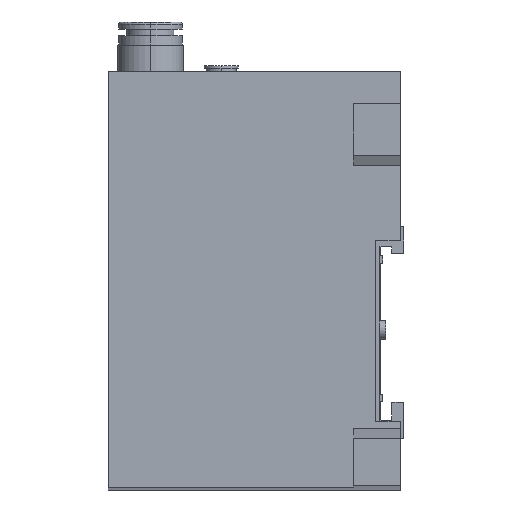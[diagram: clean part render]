
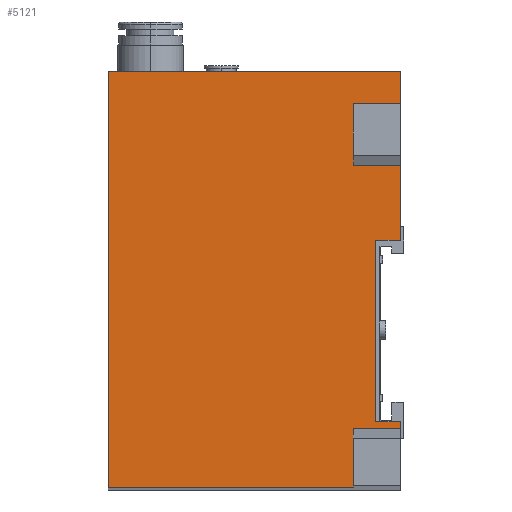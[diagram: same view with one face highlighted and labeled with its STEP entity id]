
A CAD part, left-side view. The second image highlights one B-rep face of the part: STEP entity #5121.
In plain terms, the highlighted planar face has unit normal (-1, 0, 0).
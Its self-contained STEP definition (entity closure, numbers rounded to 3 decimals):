
#14 = VECTOR ( 'NONE', #7027, 1000. ) ;
#52 = DIRECTION ( 'NONE',  ( 0., -1., 0. ) ) ;
#345 = LINE ( 'NONE', #5114, #9754 ) ;
#372 = CARTESIAN_POINT ( 'NONE',  ( -15., 0., 88.8 ) ) ;
#552 = VECTOR ( 'NONE', #6276, 1000. ) ;
#712 = VERTEX_POINT ( 'NONE', #8009 ) ;
#714 = CARTESIAN_POINT ( 'NONE',  ( -15., 10., 82. ) ) ;
#724 = CARTESIAN_POINT ( 'NONE',  ( -15., 5.187, 88.8 ) ) ;
#825 = ORIENTED_EDGE ( 'NONE', *, *, #1087, .F. ) ;
#1087 = EDGE_CURVE ( 'NONE', #8166, #7451, #7290, .T. ) ;
#1285 = ORIENTED_EDGE ( 'NONE', *, *, #7482, .F. ) ;
#1292 = DIRECTION ( 'NONE',  ( 0., 1., 0. ) ) ;
#1296 = EDGE_CURVE ( 'NONE', #2608, #3992, #2603, .T. ) ;
#1666 = CARTESIAN_POINT ( 'NONE',  ( -15., 10., 10.7 ) ) ;
#1695 = CARTESIAN_POINT ( 'NONE',  ( -15., 10., 68.884 ) ) ;
#1729 = CARTESIAN_POINT ( 'NONE',  ( -15., 0., 53. ) ) ;
#1803 = VERTEX_POINT ( 'NONE', #10268 ) ;
#1868 = DIRECTION ( 'NONE',  ( 0., 0., -1. ) ) ;
#2460 = DIRECTION ( 'NONE',  ( 0., 1., 0. ) ) ;
#2527 = LINE ( 'NONE', #4244, #11622 ) ;
#2603 = LINE ( 'NONE', #9149, #9833 ) ;
#2608 = VERTEX_POINT ( 'NONE', #6933 ) ;
#2730 = EDGE_CURVE ( 'NONE', #6650, #5340, #4916, .T. ) ;
#2942 = ORIENTED_EDGE ( 'NONE', *, *, #2730, .T. ) ;
#2949 = VECTOR ( 'NONE', #11018, 1000. ) ;
#3121 = VECTOR ( 'NONE', #9057, 1000. ) ;
#3146 = EDGE_CURVE ( 'NONE', #9890, #2608, #3421, .T. ) ;
#3181 = EDGE_CURVE ( 'NONE', #8951, #712, #5542, .T. ) ;
#3233 = EDGE_CURVE ( 'NONE', #11014, #712, #9213, .T. ) ;
#3282 = DIRECTION ( 'NONE',  ( 0., 0., -1. ) ) ;
#3421 = LINE ( 'NONE', #8148, #3121 ) ;
#3738 = ORIENTED_EDGE ( 'NONE', *, *, #9157, .T. ) ;
#3828 = VECTOR ( 'NONE', #8868, 1000. ) ;
#3919 = CARTESIAN_POINT ( 'NONE',  ( -15., 10., 10.7 ) ) ;
#3923 = CARTESIAN_POINT ( 'NONE',  ( -15., 5.187, 14.5 ) ) ;
#3992 = VERTEX_POINT ( 'NONE', #8890 ) ;
#4046 = ORIENTED_EDGE ( 'NONE', *, *, #11815, .F. ) ;
#4131 = ORIENTED_EDGE ( 'NONE', *, *, #3146, .T. ) ;
#4244 = CARTESIAN_POINT ( 'NONE',  ( -15., 0., 88.8 ) ) ;
#4377 = ORIENTED_EDGE ( 'NONE', *, *, #3233, .T. ) ;
#4431 = LINE ( 'NONE', #3919, #11660 ) ;
#4449 = DIRECTION ( 'NONE',  ( 0., -1., 0. ) ) ;
#4645 = CARTESIAN_POINT ( 'NONE',  ( -15., 10., 10.7 ) ) ;
#4816 = ORIENTED_EDGE ( 'NONE', *, *, #7463, .F. ) ;
#4870 = VERTEX_POINT ( 'NONE', #8586 ) ;
#4916 = LINE ( 'NONE', #7307, #11283 ) ;
#4941 = ORIENTED_EDGE ( 'NONE', *, *, #6066, .F. ) ;
#4969 = VECTOR ( 'NONE', #1868, 1000. ) ;
#5114 = CARTESIAN_POINT ( 'NONE',  ( -15., 10., 82. ) ) ;
#5121 = ADVANCED_FACE ( 'NONE', ( #6119 ), #11247, .F. ) ;
#5340 = VERTEX_POINT ( 'NONE', #9768 ) ;
#5498 = VECTOR ( 'NONE', #4449, 1000. ) ;
#5542 = LINE ( 'NONE', #6409, #4969 ) ;
#5590 = AXIS2_PLACEMENT_3D ( 'NONE', #372, #6744, #1292 ) ;
#5852 = ORIENTED_EDGE ( 'NONE', *, *, #3181, .F. ) ;
#6066 = EDGE_CURVE ( 'NONE', #7451, #10634, #2527, .T. ) ;
#6119 = FACE_OUTER_BOUND ( 'NONE', #8026, .T. ) ;
#6233 = LINE ( 'NONE', #9723, #11000 ) ;
#6276 = DIRECTION ( 'NONE',  ( 0., -1., 0. ) ) ;
#6342 = ORIENTED_EDGE ( 'NONE', *, *, #9110, .T. ) ;
#6409 = CARTESIAN_POINT ( 'NONE',  ( -15., 0., 88.8 ) ) ;
#6634 = CARTESIAN_POINT ( 'NONE',  ( -15., 0., 14.5 ) ) ;
#6650 = VERTEX_POINT ( 'NONE', #714 ) ;
#6744 = DIRECTION ( 'NONE',  ( 1., 0., 0. ) ) ;
#6804 = VECTOR ( 'NONE', #8275, 1000. ) ;
#6933 = CARTESIAN_POINT ( 'NONE',  ( -15., 62., 0.524 ) ) ;
#7027 = DIRECTION ( 'NONE',  ( 0., -1., 0. ) ) ;
#7290 = LINE ( 'NONE', #1695, #14 ) ;
#7307 = CARTESIAN_POINT ( 'NONE',  ( -15., 10., 82. ) ) ;
#7451 = VERTEX_POINT ( 'NONE', #9894 ) ;
#7463 = EDGE_CURVE ( 'NONE', #9890, #1803, #10296, .T. ) ;
#7482 = EDGE_CURVE ( 'NONE', #6650, #8166, #345, .T. ) ;
#7592 = ORIENTED_EDGE ( 'NONE', *, *, #8209, .T. ) ;
#8009 = CARTESIAN_POINT ( 'NONE',  ( -15., 0., 10.7 ) ) ;
#8026 = EDGE_LOOP ( 'NONE', ( #6342, #3738, #4941, #825, #1285, #2942, #4046, #4816, #4131, #8913, #9099, #4377, #5852, #7592 ) ) ;
#8066 = CARTESIAN_POINT ( 'NONE',  ( -15., 62., 88.8 ) ) ;
#8148 = CARTESIAN_POINT ( 'NONE',  ( -15., 62., 88.8 ) ) ;
#8166 = VERTEX_POINT ( 'NONE', #11475 ) ;
#8209 = EDGE_CURVE ( 'NONE', #8951, #10562, #6233, .T. ) ;
#8261 = CARTESIAN_POINT ( 'NONE',  ( -15., 0., 53. ) ) ;
#8275 = DIRECTION ( 'NONE',  ( 0., -1., 0. ) ) ;
#8586 = CARTESIAN_POINT ( 'NONE',  ( -15., 5.187, 53. ) ) ;
#8738 = DIRECTION ( 'NONE',  ( 0., 0., -1. ) ) ;
#8868 = DIRECTION ( 'NONE',  ( 0., 0., 1. ) ) ;
#8890 = CARTESIAN_POINT ( 'NONE',  ( -15., 10., 0.524 ) ) ;
#8913 = ORIENTED_EDGE ( 'NONE', *, *, #1296, .T. ) ;
#8951 = VERTEX_POINT ( 'NONE', #6634 ) ;
#8997 = CARTESIAN_POINT ( 'NONE',  ( -15., 0., 88.8 ) ) ;
#9057 = DIRECTION ( 'NONE',  ( 0., 0., -1. ) ) ;
#9099 = ORIENTED_EDGE ( 'NONE', *, *, #9386, .F. ) ;
#9110 = EDGE_CURVE ( 'NONE', #10562, #4870, #11060, .T. ) ;
#9149 = CARTESIAN_POINT ( 'NONE',  ( -15., 0., 0.524 ) ) ;
#9157 = EDGE_CURVE ( 'NONE', #4870, #10634, #10203, .T. ) ;
#9213 = LINE ( 'NONE', #4645, #6804 ) ;
#9386 = EDGE_CURVE ( 'NONE', #11014, #3992, #4431, .T. ) ;
#9391 = DIRECTION ( 'NONE',  ( 0., -1., 0. ) ) ;
#9723 = CARTESIAN_POINT ( 'NONE',  ( -15., 0., 14.5 ) ) ;
#9754 = VECTOR ( 'NONE', #8738, 1000. ) ;
#9768 = CARTESIAN_POINT ( 'NONE',  ( -15., 0., 82. ) ) ;
#9833 = VECTOR ( 'NONE', #9391, 1000. ) ;
#9890 = VERTEX_POINT ( 'NONE', #8066 ) ;
#9894 = CARTESIAN_POINT ( 'NONE',  ( -15., 0., 68.884 ) ) ;
#10171 = LINE ( 'NONE', #10978, #2949 ) ;
#10203 = LINE ( 'NONE', #1729, #552 ) ;
#10253 = DIRECTION ( 'NONE',  ( 0., 0., -1. ) ) ;
#10268 = CARTESIAN_POINT ( 'NONE',  ( -15., 0., 88.8 ) ) ;
#10296 = LINE ( 'NONE', #8997, #5498 ) ;
#10562 = VERTEX_POINT ( 'NONE', #3923 ) ;
#10634 = VERTEX_POINT ( 'NONE', #8261 ) ;
#10978 = CARTESIAN_POINT ( 'NONE',  ( -15., 0., 88.8 ) ) ;
#11000 = VECTOR ( 'NONE', #2460, 1000. ) ;
#11014 = VERTEX_POINT ( 'NONE', #1666 ) ;
#11018 = DIRECTION ( 'NONE',  ( 0., 0., -1. ) ) ;
#11060 = LINE ( 'NONE', #724, #3828 ) ;
#11247 = PLANE ( 'NONE',  #5590 ) ;
#11283 = VECTOR ( 'NONE', #52, 1000. ) ;
#11475 = CARTESIAN_POINT ( 'NONE',  ( -15., 10., 68.884 ) ) ;
#11622 = VECTOR ( 'NONE', #3282, 1000. ) ;
#11660 = VECTOR ( 'NONE', #10253, 1000. ) ;
#11815 = EDGE_CURVE ( 'NONE', #1803, #5340, #10171, .T. ) ;
